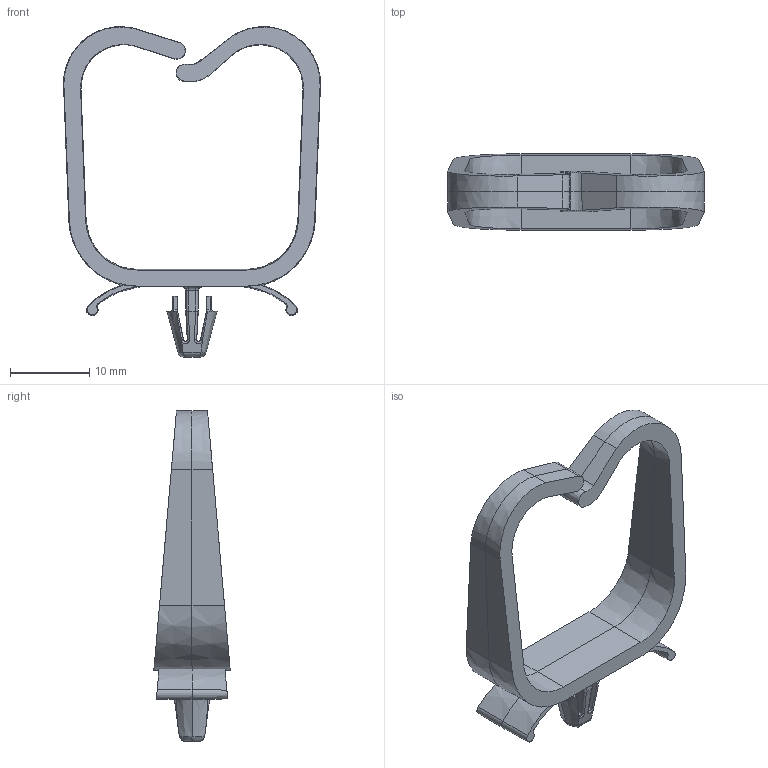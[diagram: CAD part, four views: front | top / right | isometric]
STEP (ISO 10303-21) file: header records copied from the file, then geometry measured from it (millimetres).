
FILE_DESCRIPTION(/* description */ (''),/* implementation_level */ '2;1');
FILE_NAME(/* name */ 'PANDUIT_VWS106.stp',/* time_stamp */ '2013-09-12T10:01:39-05:00',/* author */ (''),/* organization */ (''),/* preprocessor_version */ 'ST-DEVELOPER v11',/* originating_system */ 'SIEMENS PLM Software NX 7.5',/* authorisation */ '');
FILE_SCHEMA (('CONFIG_CONTROL_DESIGN'));
Length unit declared in the file: inch
Products named in the file (1): bwg54900pmp
Bounding box: 32.5 x 9.66 x 41.81 mm (x, y, z)
Volume: 1794.1 mm3; surface area: 2406.5 mm2
Topology: 1 solids, 1 shells, 159 faces, 389 edges, 232 vertices
Faces by surface type: plane 63, bspline 46, cone 40, cylinder 10
Entity records: 6106 total; most frequent: CARTESIAN_POINT 2738, ORIENTED_EDGE 778, DIRECTION 529, EDGE_CURVE 389, VERTEX_POINT 232, AXIS2_PLACEMENT_3D 198, B_SPLINE_CURVE_WITH_KNOTS 172, ADVANCED_FACE 159
